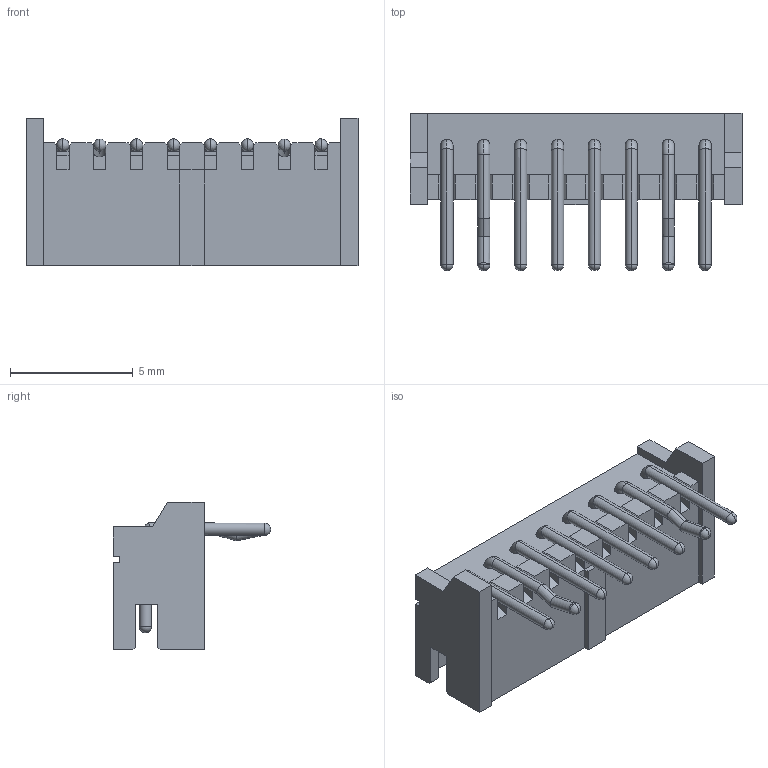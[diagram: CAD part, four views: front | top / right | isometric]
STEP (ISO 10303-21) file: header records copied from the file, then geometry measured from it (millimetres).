
FILE_DESCRIPTION((''),'2;1');
FILE_NAME('JS-1174R-08','2018-03-30T',('user'),(''),'CREO PARAMETRIC BY PTC INC, 2014350','CREO PARAMETRIC BY PTC INC, 2014350','');
FILE_SCHEMA(('CONFIG_CONTROL_DESIGN'));
Length unit declared in the file: millimetre
Products named in the file (1): JS-1174R-08
Bounding box: 13.5 x 6.4 x 6 mm (x, y, z)
Volume: 114.6 mm3; surface area: 506.1 mm2
Topology: 1 solids, 1 shells, 236 faces, 680 edges, 424 vertices
Faces by surface type: plane 136, cylinder 52, sphere 32, torus 16
Entity records: 7888 total; most frequent: CARTESIAN_POINT 1876, ORIENTED_EDGE 1296, DIRECTION 1166, EDGE_CURVE 648, VECTOR 442, LINE 442, VERTEX_POINT 424, AXIS2_PLACEMENT_3D 362
